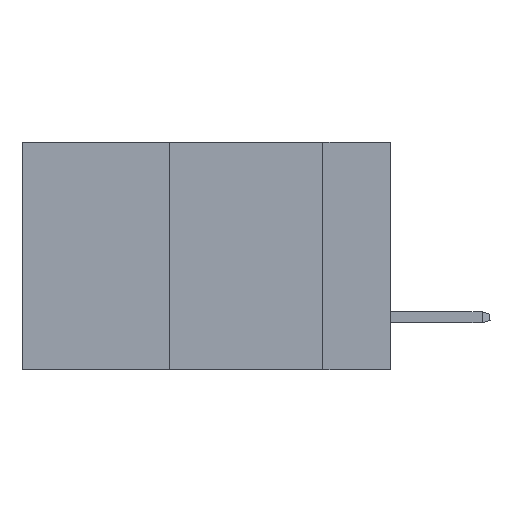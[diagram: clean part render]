
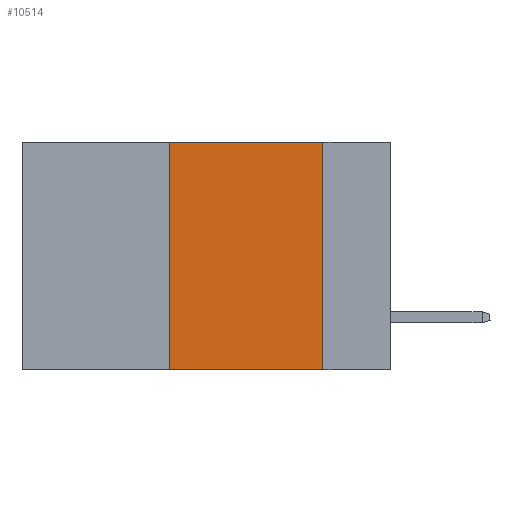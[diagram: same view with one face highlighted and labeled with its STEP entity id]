
A CAD part, left-side view. The second image highlights one B-rep face of the part: STEP entity #10514.
In plain terms, the highlighted planar face has unit normal (-1, 0, 0).
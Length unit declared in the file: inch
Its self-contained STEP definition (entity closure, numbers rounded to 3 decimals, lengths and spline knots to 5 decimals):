
#115 = CARTESIAN_POINT ( 'NONE',  ( 0., 0.36, 0. ) ) ;
#187 = AXIS2_PLACEMENT_3D ( 'NONE', #8247, #14137, #3719 ) ;
#299 = LINE ( 'NONE', #597, #2554 ) ;
#418 = EDGE_LOOP ( 'NONE', ( #2132, #1976, #9132, #8048 ) ) ;
#550 = DIRECTION ( 'NONE',  ( 0., 0., -1. ) ) ;
#597 = CARTESIAN_POINT ( 'NONE',  ( 0., 0.11, 0. ) ) ;
#825 = CARTESIAN_POINT ( 'NONE',  ( 0., 0.11, -0.37 ) ) ;
#1376 = CARTESIAN_POINT ( 'NONE',  ( 0., 0.36, -0.37 ) ) ;
#1976 = ORIENTED_EDGE ( 'NONE', *, *, #9498, .F. ) ;
#2132 = ORIENTED_EDGE ( 'NONE', *, *, #12409, .F. ) ;
#2554 = VECTOR ( 'NONE', #550, 39.37008 ) ;
#2673 = EDGE_CURVE ( 'NONE', #8908, #7945, #6925, .T. ) ;
#3719 = DIRECTION ( 'NONE',  ( 0., 0., -1. ) ) ;
#4352 = FACE_OUTER_BOUND ( 'NONE', #418, .T. ) ;
#4442 = CARTESIAN_POINT ( 'NONE',  ( 0., 0.11, 0. ) ) ;
#6053 = CARTESIAN_POINT ( 'NONE',  ( 0., 0.36, 0. ) ) ;
#6218 = DIRECTION ( 'NONE',  ( 0., -1., 0. ) ) ;
#6925 = LINE ( 'NONE', #6053, #9382 ) ;
#7105 = VERTEX_POINT ( 'NONE', #825 ) ;
#7160 = CARTESIAN_POINT ( 'NONE',  ( 0., 0.6, -0.37 ) ) ;
#7593 = DIRECTION ( 'NONE',  ( 0., -1., 0. ) ) ;
#7945 = VERTEX_POINT ( 'NONE', #115 ) ;
#8048 = ORIENTED_EDGE ( 'NONE', *, *, #11861, .T. ) ;
#8247 = CARTESIAN_POINT ( 'NONE',  ( 0., 0.6, 0. ) ) ;
#8679 = VECTOR ( 'NONE', #6218, 39.37008 ) ;
#8908 = VERTEX_POINT ( 'NONE', #1376 ) ;
#9132 = ORIENTED_EDGE ( 'NONE', *, *, #2673, .F. ) ;
#9382 = VECTOR ( 'NONE', #11692, 39.37008 ) ;
#9440 = VERTEX_POINT ( 'NONE', #4442 ) ;
#9498 = EDGE_CURVE ( 'NONE', #7945, #9440, #11204, .T. ) ;
#9621 = VECTOR ( 'NONE', #7593, 39.37008 ) ;
#10388 = PLANE ( 'NONE',  #187 ) ;
#10514 = ADVANCED_FACE ( 'NONE', ( #4352 ), #10388, .F. ) ;
#10807 = CARTESIAN_POINT ( 'NONE',  ( 0., 0.6, 0. ) ) ;
#11204 = LINE ( 'NONE', #10807, #9621 ) ;
#11692 = DIRECTION ( 'NONE',  ( 0., 0., 1. ) ) ;
#11861 = EDGE_CURVE ( 'NONE', #8908, #7105, #13046, .T. ) ;
#12409 = EDGE_CURVE ( 'NONE', #9440, #7105, #299, .T. ) ;
#13046 = LINE ( 'NONE', #7160, #8679 ) ;
#14137 = DIRECTION ( 'NONE',  ( 1., 0., 0. ) ) ;
